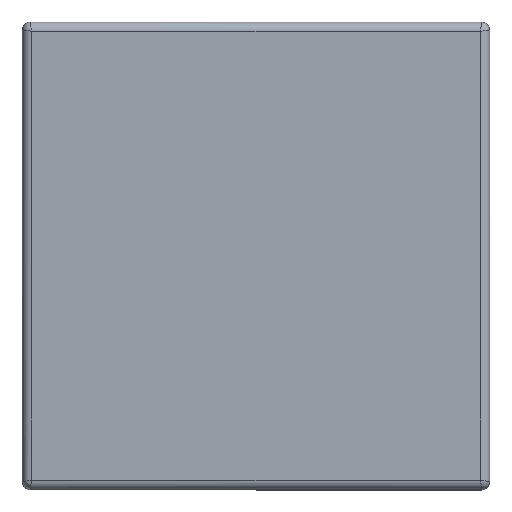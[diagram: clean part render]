
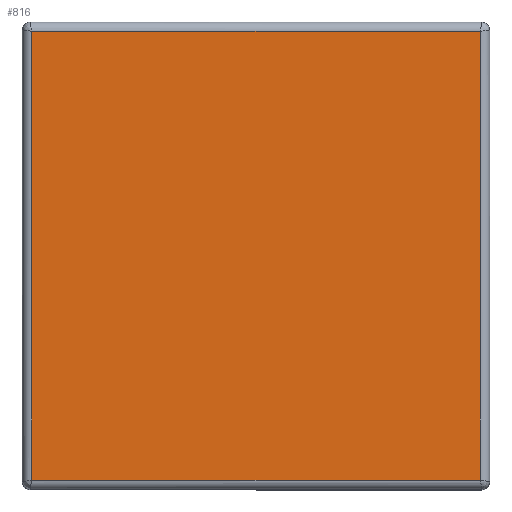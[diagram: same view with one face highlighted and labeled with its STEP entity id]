
A CAD part, top view. The second image highlights one B-rep face of the part: STEP entity #816.
In plain terms, the highlighted planar face has unit normal (0, 0, 1).
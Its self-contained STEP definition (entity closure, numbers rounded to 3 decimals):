
#26=PLANE('',#901);
#37=LINE('',#1390,#98);
#40=LINE('',#1394,#101);
#42=LINE('',#1397,#103);
#44=LINE('',#1400,#105);
#98=VECTOR('',#1011,10.);
#101=VECTOR('',#1016,10.);
#103=VECTOR('',#1020,10.);
#105=VECTOR('',#1024,10.);
#199=FACE_OUTER_BOUND('',#255,.T.);
#255=EDGE_LOOP('',(#608,#609,#610,#611));
#364=VERTEX_POINT('',#1293);
#367=VERTEX_POINT('',#1324);
#370=VERTEX_POINT('',#1355);
#373=VERTEX_POINT('',#1386);
#442=EDGE_CURVE('',#364,#373,#37,.T.);
#445=EDGE_CURVE('',#373,#370,#40,.T.);
#447=EDGE_CURVE('',#370,#367,#42,.T.);
#449=EDGE_CURVE('',#367,#364,#44,.T.);
#608=ORIENTED_EDGE('',*,*,#442,.F.);
#609=ORIENTED_EDGE('',*,*,#449,.F.);
#610=ORIENTED_EDGE('',*,*,#447,.F.);
#611=ORIENTED_EDGE('',*,*,#445,.F.);
#816=ADVANCED_FACE('',(#199),#26,.T.);
#901=AXIS2_PLACEMENT_3D('',#1443,#1061,#1062);
#1011=DIRECTION('',(0.,-1.,0.));
#1016=DIRECTION('',(-1.,0.,0.));
#1020=DIRECTION('',(0.,1.,0.));
#1024=DIRECTION('',(1.,0.,0.));
#1061=DIRECTION('center_axis',(0.,0.,
1.));
#1062=DIRECTION('ref_axis',(0.,-1.,0.));
#1293=CARTESIAN_POINT('',(-40.567,122.099,-139.2));
#1324=CARTESIAN_POINT('',(-59.767,122.099,-139.2));
#1355=CARTESIAN_POINT('',(-59.767,102.9,-139.2));
#1386=CARTESIAN_POINT('',(-40.567,102.9,-139.2));
#1390=CARTESIAN_POINT('',(-40.567,112.5,-139.2));
#1394=CARTESIAN_POINT('',(-50.167,102.9,-139.2));
#1397=CARTESIAN_POINT('',(-59.767,117.5,-139.2));
#1400=CARTESIAN_POINT('',(-45.167,122.099,-139.2));
#1443=CARTESIAN_POINT('Origin',(-50.167,112.5,-139.2));
